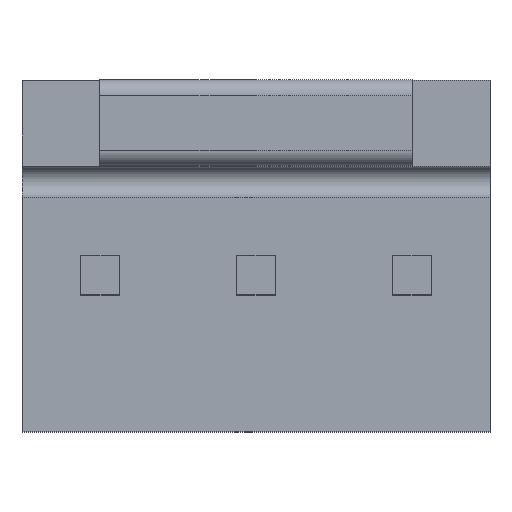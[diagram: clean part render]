
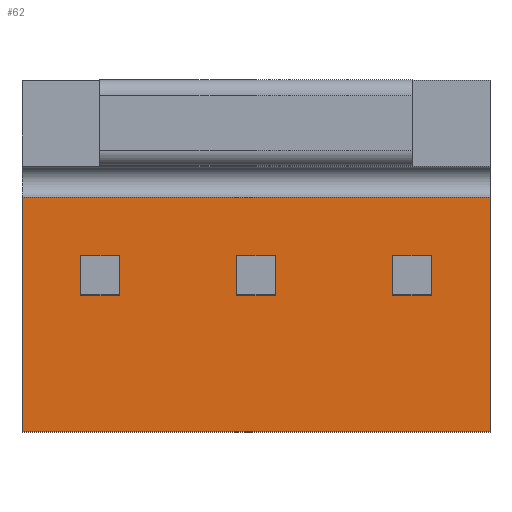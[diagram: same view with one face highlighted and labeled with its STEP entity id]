
A CAD part, top view. The second image highlights one B-rep face of the part: STEP entity #62.
In plain terms, the highlighted planar face has unit normal (0, 0, 1).
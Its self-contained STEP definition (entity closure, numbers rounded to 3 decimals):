
#62=ADVANCED_FACE('',(#131,#132,#133,#134),#135,.T.);
#131=FACE_OUTER_BOUND('',#235,.T.);
#132=FACE_BOUND('',#236,.T.);
#133=FACE_BOUND('',#237,.T.);
#134=FACE_BOUND('',#238,.T.);
#135=PLANE('',#239);
#235=EDGE_LOOP('',(#448,#449,#450,#451));
#236=EDGE_LOOP('',(#452,#453,#454,#455));
#237=EDGE_LOOP('',(#456,#457,#458,#459));
#238=EDGE_LOOP('',(#460,#461,#462,#463));
#239=AXIS2_PLACEMENT_3D('',#464,#465,#466);
#448=ORIENTED_EDGE('',*,*,#752,.T.);
#449=ORIENTED_EDGE('',*,*,#728,.F.);
#450=ORIENTED_EDGE('',*,*,#724,.F.);
#451=ORIENTED_EDGE('',*,*,#700,.T.);
#452=ORIENTED_EDGE('',*,*,#753,.T.);
#453=ORIENTED_EDGE('',*,*,#754,.F.);
#454=ORIENTED_EDGE('',*,*,#755,.F.);
#455=ORIENTED_EDGE('',*,*,#756,.T.);
#456=ORIENTED_EDGE('',*,*,#757,.T.);
#457=ORIENTED_EDGE('',*,*,#758,.F.);
#458=ORIENTED_EDGE('',*,*,#759,.F.);
#459=ORIENTED_EDGE('',*,*,#760,.T.);
#460=ORIENTED_EDGE('',*,*,#761,.T.);
#461=ORIENTED_EDGE('',*,*,#762,.F.);
#462=ORIENTED_EDGE('',*,*,#763,.F.);
#463=ORIENTED_EDGE('',*,*,#764,.T.);
#464=CARTESIAN_POINT('',(-3.81,1.275,0.0));
#465=DIRECTION('',(0.0,0.0,1.0));
#466=DIRECTION('',(1.0,0.0,0.0));
#700=EDGE_CURVE('',#829,#827,#830,.T.);
#724=EDGE_CURVE('',#829,#869,#870,.T.);
#728=EDGE_CURVE('',#869,#875,#876,.T.);
#752=EDGE_CURVE('',#827,#875,#917,.T.);
#753=EDGE_CURVE('',#918,#919,#920,.T.);
#754=EDGE_CURVE('',#921,#919,#922,.T.);
#755=EDGE_CURVE('',#923,#921,#924,.T.);
#756=EDGE_CURVE('',#923,#918,#925,.T.);
#757=EDGE_CURVE('',#926,#927,#928,.T.);
#758=EDGE_CURVE('',#929,#927,#930,.T.);
#759=EDGE_CURVE('',#931,#929,#932,.T.);
#760=EDGE_CURVE('',#931,#926,#933,.T.);
#761=EDGE_CURVE('',#934,#935,#936,.T.);
#762=EDGE_CURVE('',#937,#935,#938,.T.);
#763=EDGE_CURVE('',#939,#937,#940,.T.);
#764=EDGE_CURVE('',#939,#934,#941,.T.);
#827=VERTEX_POINT('',#1032);
#829=VERTEX_POINT('',#1035);
#830=LINE('',#1036,#1037);
#869=VERTEX_POINT('',#1095);
#870=LINE('',#1096,#1097);
#875=VERTEX_POINT('',#1104);
#876=LINE('',#1105,#1106);
#917=LINE('',#1168,#1169);
#918=VERTEX_POINT('',#1170);
#919=VERTEX_POINT('',#1171);
#920=LINE('',#1172,#1173);
#921=VERTEX_POINT('',#1174);
#922=LINE('',#1175,#1176);
#923=VERTEX_POINT('',#1177);
#924=LINE('',#1178,#1179);
#925=LINE('',#1180,#1181);
#926=VERTEX_POINT('',#1182);
#927=VERTEX_POINT('',#1183);
#928=LINE('',#1184,#1185);
#929=VERTEX_POINT('',#1186);
#930=LINE('',#1187,#1188);
#931=VERTEX_POINT('',#1189);
#932=LINE('',#1190,#1191);
#933=LINE('',#1192,#1193);
#934=VERTEX_POINT('',#1194);
#935=VERTEX_POINT('',#1195);
#936=LINE('',#1196,#1197);
#937=VERTEX_POINT('',#1198);
#938=LINE('',#1199,#1200);
#939=VERTEX_POINT('',#1201);
#940=LINE('',#1202,#1203);
#941=LINE('',#1204,#1205);
#1032=CARTESIAN_POINT('',(-3.81,-2.54,0.0));
#1035=CARTESIAN_POINT('',(-3.81,1.275,0.0));
#1036=CARTESIAN_POINT('',(-3.81,1.275,0.0));
#1037=VECTOR('',#1338,3.815);
#1095=CARTESIAN_POINT('',(3.81,1.275,0.0));
#1096=CARTESIAN_POINT('',(-3.81,1.275,0.0));
#1097=VECTOR('',#1370,7.62);
#1104=CARTESIAN_POINT('',(3.81,-2.54,0.0));
#1105=CARTESIAN_POINT('',(3.81,1.275,0.0));
#1106=VECTOR('',#1376,3.815);
#1168=CARTESIAN_POINT('',(-3.81,-2.54,0.0));
#1169=VECTOR('',#1404,7.62);
#1170=CARTESIAN_POINT('',(2.225,0.315,0.0));
#1171=CARTESIAN_POINT('',(2.855,0.315,0.0));
#1172=CARTESIAN_POINT('',(2.225,0.315,0.0));
#1173=VECTOR('',#1405,0.63);
#1174=CARTESIAN_POINT('',(2.855,-0.315,0.0));
#1175=CARTESIAN_POINT('',(2.855,-0.315,0.0));
#1176=VECTOR('',#1406,0.63);
#1177=CARTESIAN_POINT('',(2.225,-0.315,0.0));
#1178=CARTESIAN_POINT('',(2.225,-0.315,0.0));
#1179=VECTOR('',#1407,0.63);
#1180=CARTESIAN_POINT('',(2.225,-0.315,0.0));
#1181=VECTOR('',#1408,0.63);
#1182=CARTESIAN_POINT('',(-0.315,0.315,0.0));
#1183=CARTESIAN_POINT('',(0.315,0.315,0.0));
#1184=CARTESIAN_POINT('',(-0.315,0.315,0.0));
#1185=VECTOR('',#1409,0.63);
#1186=CARTESIAN_POINT('',(0.315,-0.315,0.0));
#1187=CARTESIAN_POINT('',(0.315,-0.315,0.0));
#1188=VECTOR('',#1410,0.63);
#1189=CARTESIAN_POINT('',(-0.315,-0.315,0.0));
#1190=CARTESIAN_POINT('',(-0.315,-0.315,0.0));
#1191=VECTOR('',#1411,0.63);
#1192=CARTESIAN_POINT('',(-0.315,-0.315,0.0));
#1193=VECTOR('',#1412,0.63);
#1194=CARTESIAN_POINT('',(-2.855,0.315,0.0));
#1195=CARTESIAN_POINT('',(-2.225,0.315,0.0));
#1196=CARTESIAN_POINT('',(-2.855,0.315,0.0));
#1197=VECTOR('',#1413,0.63);
#1198=CARTESIAN_POINT('',(-2.225,-0.315,0.0));
#1199=CARTESIAN_POINT('',(-2.225,-0.315,0.0));
#1200=VECTOR('',#1414,0.63);
#1201=CARTESIAN_POINT('',(-2.855,-0.315,0.0));
#1202=CARTESIAN_POINT('',(-2.855,-0.315,0.0));
#1203=VECTOR('',#1415,0.63);
#1204=CARTESIAN_POINT('',(-2.855,-0.315,0.0));
#1205=VECTOR('',#1416,0.63);
#1338=DIRECTION('',(0.0,-1.0,0.0));
#1370=DIRECTION('',(1.0,0.0,0.0));
#1376=DIRECTION('',(0.0,-1.0,0.0));
#1404=DIRECTION('',(1.0,0.0,0.0));
#1405=DIRECTION('',(1.0,0.0,0.0));
#1406=DIRECTION('',(0.0,1.0,0.0));
#1407=DIRECTION('',(1.0,0.0,0.0));
#1408=DIRECTION('',(0.0,1.0,0.0));
#1409=DIRECTION('',(1.0,0.0,0.0));
#1410=DIRECTION('',(0.0,1.0,0.0));
#1411=DIRECTION('',(1.0,0.0,0.0));
#1412=DIRECTION('',(0.0,1.0,0.0));
#1413=DIRECTION('',(1.0,0.0,0.0));
#1414=DIRECTION('',(0.0,1.0,0.0));
#1415=DIRECTION('',(1.0,0.0,0.0));
#1416=DIRECTION('',(0.0,1.0,0.0));
